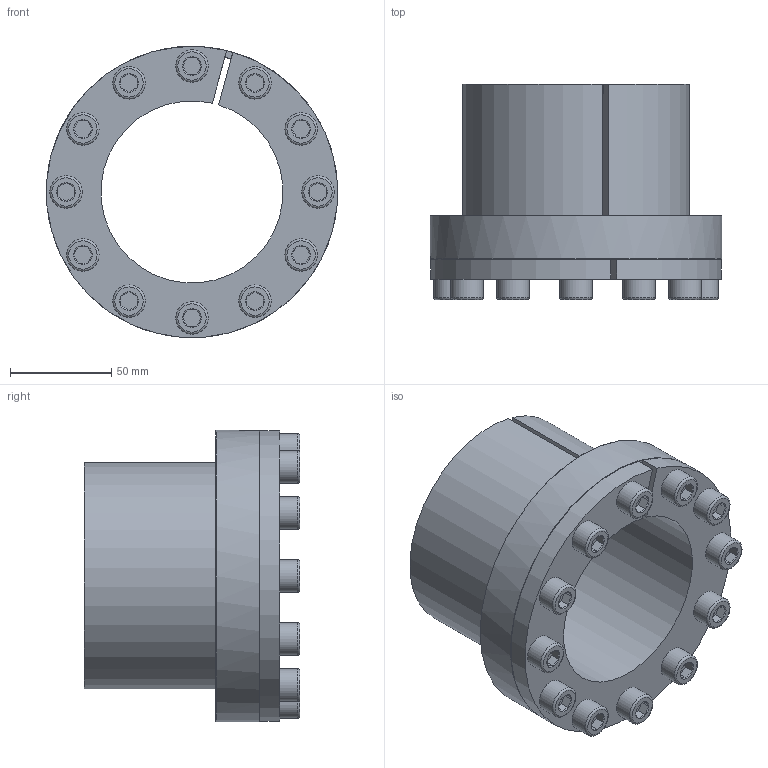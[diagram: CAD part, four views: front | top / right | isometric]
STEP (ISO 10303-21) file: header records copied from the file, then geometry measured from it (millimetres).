
FILE_DESCRIPTION(/* description */ ('Alibre Inc.'),/* implementation_level */ '2;1');
FILE_NAME(/* name */ 'export0',/* time_stamp */ '2012-12-23T15:10:14+01:00',/* author */ (''),/* organization */ (''),/* preprocessor_version */ 'ST-DEVELOPER v14',/* originating_system */ 'Alibre',/* authorisation */ '');
FILE_SCHEMA (('AUTOMOTIVE_DESIGN'));
Length unit declared in the file: millimetre
Bounding box: 144 x 106.5 x 144 mm (x, y, z)
Volume: 546916.2 mm3; surface area: 118650 mm2
Topology: 13 solids, 13 shells, 332 faces, 615 edges, 356 vertices
Faces by surface type: plane 152, cone 91, cylinder 65, torus 24
Full cylindrical faces by diameter (mm): 9 x12, 10 x36, 16 x12, 144 x1
Entity records: 8059 total; most frequent: CARTESIAN_POINT 1753, DIRECTION 1196, ORIENTED_EDGE 978, AXIS2_PLACEMENT_3D 605, EDGE_LOOP 505, FACE_BOUND 505, EDGE_CURVE 489, ADVANCED_FACE 332
